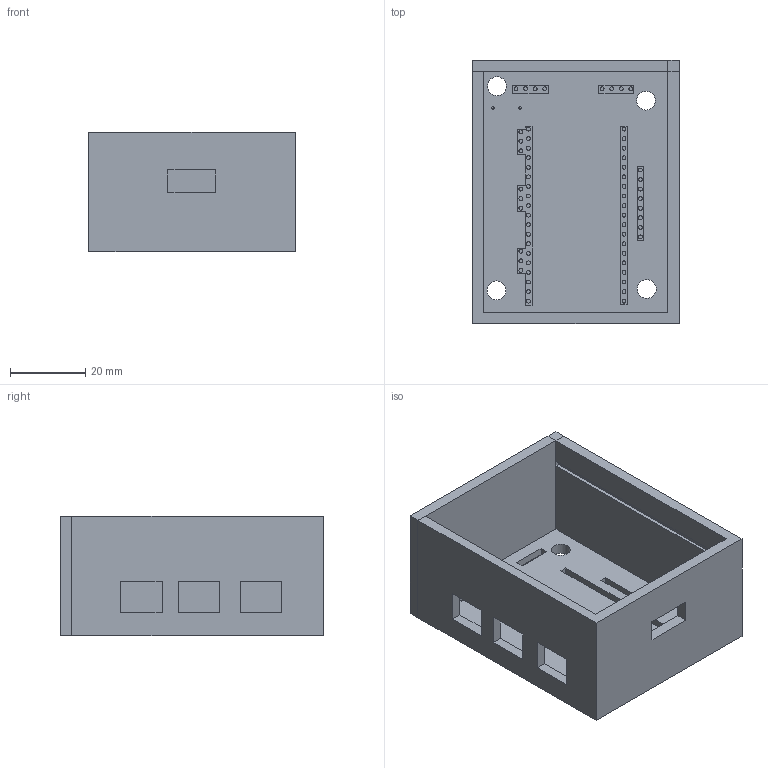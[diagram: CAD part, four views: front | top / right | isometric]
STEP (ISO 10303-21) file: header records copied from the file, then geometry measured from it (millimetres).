
FILE_DESCRIPTION(/* description */ (''),/* implementation_level */ '2;1');
FILE_NAME(/* name */ 'Long Clip Bottom V1.step',/* time_stamp */ '2024-08-24T12:28:27-07:00',/* author */ (''),/* organization */ (''),/* preprocessor_version */ 'ST-DEVELOPER v20',/* originating_system */ 'Autodesk Translation Framework v13.14.0.145',/* authorisation */ '');
FILE_SCHEMA (('AUTOMOTIVE_DESIGN { 1 0 10303 214 3 1 1 }'));
Length unit declared in the file: millimetre
Products named in the file (1): Water Testing Box
Bounding box: 54.82 x 69.9 x 31.7 mm (x, y, z)
Volume: 29334.9 mm3; surface area: 23464.8 mm2
Topology: 3 solids, 3 shells, 224 faces, 444 edges, 296 vertices
Faces by surface type: plane 155, cylinder 69
Full cylindrical faces by diameter (mm): 0.66 x2, 1.016 x25, 1.04 x38, 5 x4
Entity records: 5859 total; most frequent: DIRECTION 1032, CARTESIAN_POINT 965, ORIENTED_EDGE 888, EDGE_CURVE 444, AXIS2_PLACEMENT_3D 363, EDGE_LOOP 310, LINE 306, VECTOR 306
